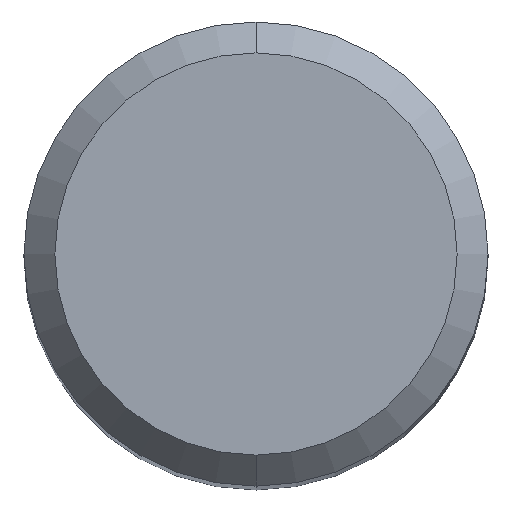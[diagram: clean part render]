
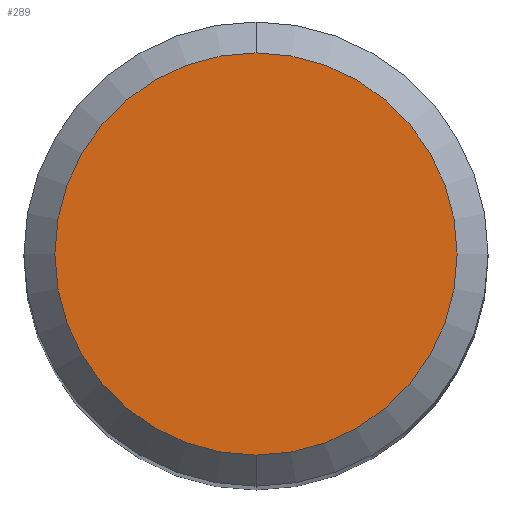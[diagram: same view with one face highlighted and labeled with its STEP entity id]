
A CAD part, top view. The second image highlights one B-rep face of the part: STEP entity #289.
In plain terms, the highlighted planar face has unit normal (0, 0, 1).
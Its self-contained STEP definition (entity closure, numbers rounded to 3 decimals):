
#231=EDGE_CURVE('',#405,#435,#551,.T.);
#289=ADVANCED_FACE('',(#616),#617,.T.);
#333=EDGE_CURVE('',#435,#405,#665,.T.);
#405=VERTEX_POINT('',#744);
#435=VERTEX_POINT('',#779);
#551=CIRCLE('',#951,2.6);
#616=FACE_OUTER_BOUND('',#1068,.T.);
#617=PLANE('',#1069);
#665=CIRCLE('',#1179,2.6);
#744=CARTESIAN_POINT('',(0.0,2.6,0.0));
#779=CARTESIAN_POINT('',(0.,-2.6,0.0));
#951=AXIS2_PLACEMENT_3D('',#1540,#1541,#1542);
#1068=EDGE_LOOP('',(#1611,#1612));
#1069=AXIS2_PLACEMENT_3D('',#1613,#1614,#1615);
#1179=AXIS2_PLACEMENT_3D('',#1658,#1659,#1660);
#1540=CARTESIAN_POINT('',(0.0,0.0,0.0));
#1541=DIRECTION('',(0.0,0.0,-1.0));
#1542=DIRECTION('',(0.0,1.0,0.0));
#1611=ORIENTED_EDGE('',*,*,#231,.F.);
#1612=ORIENTED_EDGE('',*,*,#333,.F.);
#1613=CARTESIAN_POINT('',(0.0,1.3,0.0));
#1614=DIRECTION('',(-0.0,0.0,1.0));
#1615=DIRECTION('',(0.0,-1.0,0.0));
#1658=CARTESIAN_POINT('',(0.0,0.0,0.0));
#1659=DIRECTION('',(0.0,0.0,-1.0));
#1660=DIRECTION('',(0.0,1.0,0.0));
